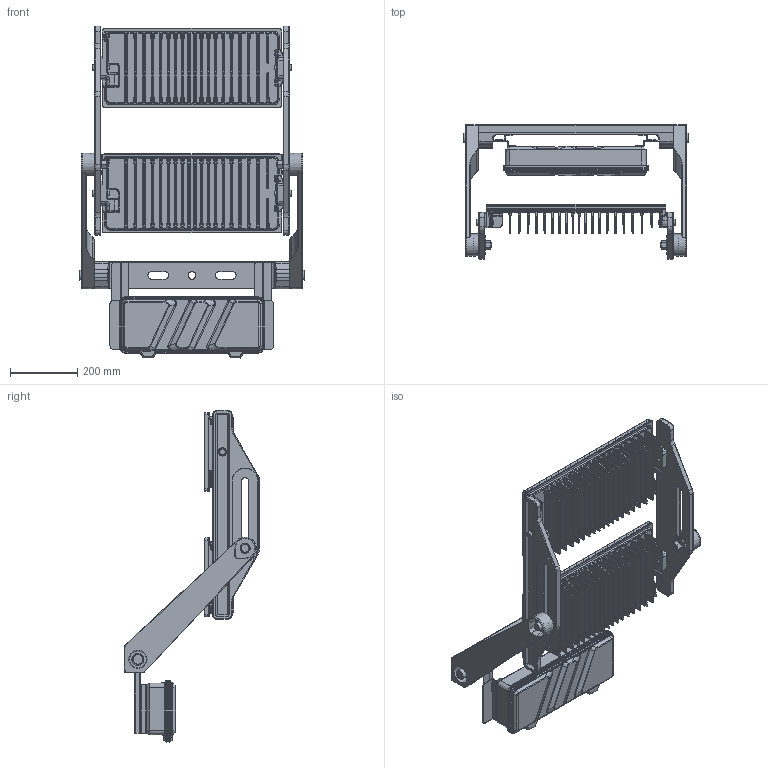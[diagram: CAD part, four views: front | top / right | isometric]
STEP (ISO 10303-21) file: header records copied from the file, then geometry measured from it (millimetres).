
FILE_DESCRIPTION (( 'STEP AP214' ), '1' );
FILE_NAME ('FL_MAX_G2_9001200.STEP', '2025-09-18T11:46:03', ( '' ), ( '' ), 'SwSTEP 2.0', 'SolidWorks 2024', '' );
FILE_SCHEMA (( 'AUTOMOTIVE_DESIGN' ));
Length unit declared in the file: millimetre
Products named in the file (1): FL_MAX_G2_9001200
Bounding box: 666 x 401.43 x 987.07 mm (x, y, z)
Volume: 10339418.6 mm3; surface area: 3548184.3 mm2
Topology: 27 solids, 33 shells, 4971 faces, 11352 edges, 6498 vertices
Faces by surface type: cylinder 2158, bspline 1320, plane 985, sphere 196, torus 162, cone 150
Full cylindrical faces by diameter (mm): 12 x4, 13.25 x2, 13.558 x2, 14 x2, 15.933 x2, 16.948 x2, 18 x6, 20 x4, 20.895 x1, 23.01 x2, 24 x4, 29.01 x2, 30 x2, 36 x2
Entity records: 266680 total; most frequent: CARTESIAN_POINT 164705, ORIENTED_EDGE 22542, DIRECTION 19495, EDGE_CURVE 11271, AXIS2_PLACEMENT_3D 7347, VERTEX_POINT 6472, EDGE_LOOP 5119, FACE_OUTER_BOUND 5008
